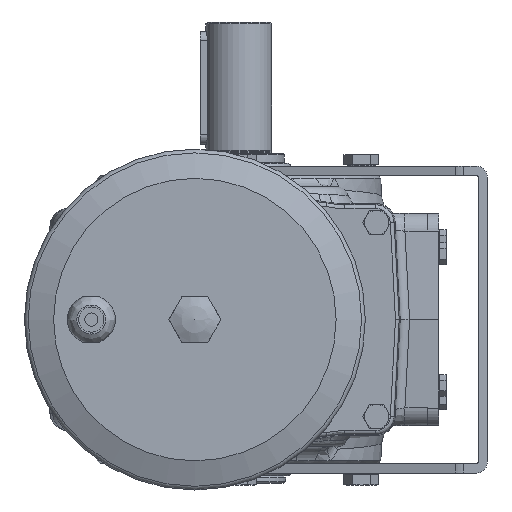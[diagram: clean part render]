
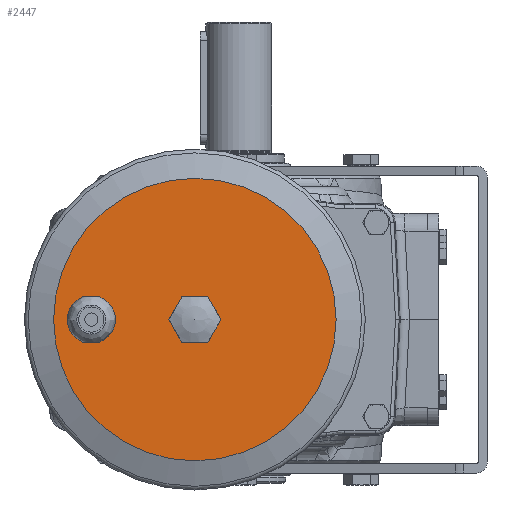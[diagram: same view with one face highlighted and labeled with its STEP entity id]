
A CAD part, left-side view. The second image highlights one B-rep face of the part: STEP entity #2447.
In plain terms, the highlighted planar face has unit normal (-1, 0, 0).
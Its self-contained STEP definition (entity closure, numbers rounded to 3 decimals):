
#2447 = ADVANCED_FACE( '', ( #5590, #5591, #5592 ), #5593, .T. );
#5590 = FACE_BOUND( '', #16499, .T. );
#5591 = FACE_OUTER_BOUND( '', #16500, .T. );
#5592 = FACE_BOUND( '', #16501, .T. );
#5593 = PLANE( '', #16502 );
#16499 = EDGE_LOOP( '', ( #26700, #26701, #26702, #26703 ) );
#16500 = EDGE_LOOP( '', ( #26704 ) );
#16501 = EDGE_LOOP( '', ( #26705, #26706, #26707, #26708, #26709, #26710 ) );
#16502 = AXIS2_PLACEMENT_3D( '', #26711, #26712, #26713 );
#26700 = ORIENTED_EDGE( '', *, *, #32464, .F. );
#26701 = ORIENTED_EDGE( '', *, *, #31742, .F. );
#26702 = ORIENTED_EDGE( '', *, *, #32495, .F. );
#26703 = ORIENTED_EDGE( '', *, *, #32526, .T. );
#26704 = ORIENTED_EDGE( '', *, *, #30517, .T. );
#26705 = ORIENTED_EDGE( '', *, *, #32118, .T. );
#26706 = ORIENTED_EDGE( '', *, *, #32527, .T. );
#26707 = ORIENTED_EDGE( '', *, *, #32528, .T. );
#26708 = ORIENTED_EDGE( '', *, *, #32529, .T. );
#26709 = ORIENTED_EDGE( '', *, *, #30999, .T. );
#26710 = ORIENTED_EDGE( '', *, *, #32506, .T. );
#26711 = CARTESIAN_POINT( '', ( -623.9, 98.4, 0. ) );
#26712 = DIRECTION( '', ( -1., 0., 0. ) );
#26713 = DIRECTION( '', ( 0., 1., 0. ) );
#30517 = EDGE_CURVE( '', #34137, #34137, #34138, .T. );
#30999 = EDGE_CURVE( '', #34923, #34927, #34929, .T. );
#31742 = EDGE_CURVE( '', #36059, #36062, #36063, .T. );
#32118 = EDGE_CURVE( '', #36589, #36593, #36595, .T. );
#32464 = EDGE_CURVE( '', #36062, #37046, #37047, .T. );
#32495 = EDGE_CURVE( '', #37084, #36059, #37087, .T. );
#32506 = EDGE_CURVE( '', #34927, #36589, #37100, .T. );
#32526 = EDGE_CURVE( '', #37084, #37046, #37126, .T. );
#32527 = EDGE_CURVE( '', #36593, #37127, #37128, .T. );
#32528 = EDGE_CURVE( '', #37127, #37129, #37130, .T. );
#32529 = EDGE_CURVE( '', #37129, #34923, #37131, .T. );
#34137 = VERTEX_POINT( '', #39668 );
#34138 = CIRCLE( '', #39669, 75. );
#34923 = VERTEX_POINT( '', #41038 );
#34927 = VERTEX_POINT( '', #41043 );
#34929 = LINE( '', #41046, #41047 );
#36059 = VERTEX_POINT( '', #44138 );
#36062 = VERTEX_POINT( '', #44142 );
#36063 = LINE( '', #44143, #44144 );
#36589 = VERTEX_POINT( '', #45150 );
#36593 = VERTEX_POINT( '', #45155 );
#36595 = LINE( '', #45158, #45159 );
#37046 = VERTEX_POINT( '', #46177 );
#37047 = CIRCLE( '', #46178, 12.8 );
#37084 = VERTEX_POINT( '', #46226 );
#37087 = CIRCLE( '', #46230, 12.8 );
#37100 = LINE( '', #46253, #46254 );
#37126 = LINE( '', #46287, #46288 );
#37127 = VERTEX_POINT( '', #46289 );
#37128 = LINE( '', #46290, #46291 );
#37129 = VERTEX_POINT( '', #46292 );
#37130 = LINE( '', #46293, #46294 );
#37131 = LINE( '', #46295, #46296 );
#39668 = CARTESIAN_POINT( '', ( -623.9, 98.4, 0. ) );
#39669 = AXIS2_PLACEMENT_3D( '', #48354, #48355, #48356 );
#41038 = CARTESIAN_POINT( '', ( -623.9, 37.256, 0. ) );
#41043 = CARTESIAN_POINT( '', ( -623.9, 30.328, 12. ) );
#41046 = CARTESIAN_POINT( '', ( -623.9, 37.256, 0. ) );
#41047 = VECTOR( '', #49001, 1000. );
#44138 = CARTESIAN_POINT( '', ( -623.9, 82.854, -12. ) );
#44142 = CARTESIAN_POINT( '', ( -623.9, 73.946, -12. ) );
#44143 = CARTESIAN_POINT( '', ( -623.9, 82.854, -12. ) );
#44144 = VECTOR( '', #49812, 1000. );
#45150 = CARTESIAN_POINT( '', ( -623.9, 16.472, 12. ) );
#45155 = CARTESIAN_POINT( '', ( -623.9, 9.544, 0. ) );
#45158 = CARTESIAN_POINT( '', ( -623.9, 16.472, 12. ) );
#45159 = VECTOR( '', #50280, 1000. );
#46177 = CARTESIAN_POINT( '', ( -623.9, 73.946, 12. ) );
#46178 = AXIS2_PLACEMENT_3D( '', #50672, #50673, #50674 );
#46226 = CARTESIAN_POINT( '', ( -623.9, 82.854, 12. ) );
#46230 = AXIS2_PLACEMENT_3D( '', #50705, #50706, #50707 );
#46253 = CARTESIAN_POINT( '', ( -623.9, 30.328, 12. ) );
#46254 = VECTOR( '', #50718, 1000. );
#46287 = CARTESIAN_POINT( '', ( -623.9, 82.854, 12. ) );
#46288 = VECTOR( '', #50741, 1000. );
#46289 = CARTESIAN_POINT( '', ( -623.9, 16.472, -12. ) );
#46290 = CARTESIAN_POINT( '', ( -623.9, 9.544, 0. ) );
#46291 = VECTOR( '', #50742, 1000. );
#46292 = CARTESIAN_POINT( '', ( -623.9, 30.328, -12. ) );
#46293 = CARTESIAN_POINT( '', ( -623.9, 16.472, -12. ) );
#46294 = VECTOR( '', #50743, 1000. );
#46295 = CARTESIAN_POINT( '', ( -623.9, 30.328, -12. ) );
#46296 = VECTOR( '', #50744, 1000. );
#48354 = CARTESIAN_POINT( '', ( -623.9, 23.4, 0. ) );
#48355 = DIRECTION( '', ( -1., 0., 0. ) );
#48356 = DIRECTION( '', ( 0., 1., 0. ) );
#49001 = DIRECTION( '', ( 0., -0.5, 0.866 ) );
#49812 = DIRECTION( '', ( 0., -1., 0. ) );
#50280 = DIRECTION( '', ( 0., -0.5, -0.866 ) );
#50672 = CARTESIAN_POINT( '', ( -623.9, 78.4, 0. ) );
#50673 = DIRECTION( '', ( -1., 0., 0. ) );
#50674 = DIRECTION( '', ( 0., 1., 0. ) );
#50705 = CARTESIAN_POINT( '', ( -623.9, 78.4, 0. ) );
#50706 = DIRECTION( '', ( -1., 0., 0. ) );
#50707 = DIRECTION( '', ( 0., 1., 0. ) );
#50718 = DIRECTION( '', ( 0., -1., 0. ) );
#50741 = DIRECTION( '', ( 0., -1., 0. ) );
#50742 = DIRECTION( '', ( 0., 0.5, -0.866 ) );
#50743 = DIRECTION( '', ( 0., 1., 0. ) );
#50744 = DIRECTION( '', ( 0., 0.5, 0.866 ) );
